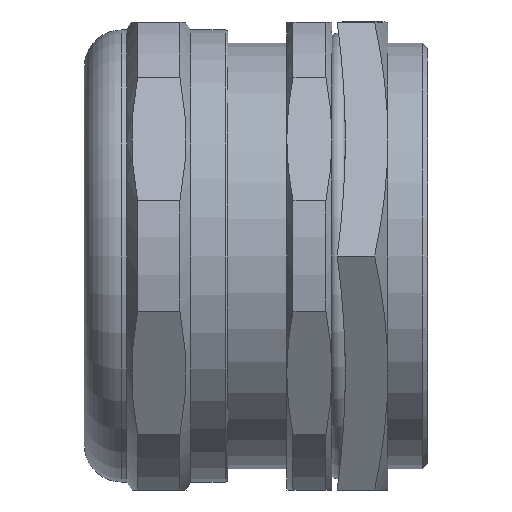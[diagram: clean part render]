
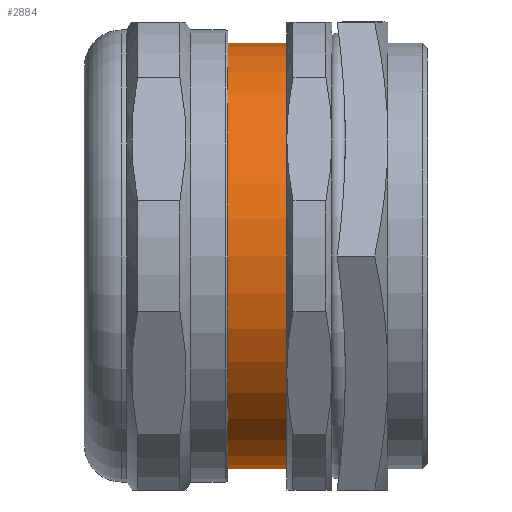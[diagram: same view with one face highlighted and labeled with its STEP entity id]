
A CAD part, left-side view. The second image highlights one B-rep face of the part: STEP entity #2884.
In plain terms, the highlighted cylindrical face has radius 40 mm (diameter 80 mm), a full revolution.
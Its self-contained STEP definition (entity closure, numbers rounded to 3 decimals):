
#145=CYLINDRICAL_SURFACE('',#3128,40.);
#559=LINE('',#5834,#761);
#761=VECTOR('',#3741,40.);
#895=FACE_OUTER_BOUND('',#1069,.T.);
#1069=EDGE_LOOP('',(#2473,#2474,#2475,#2476));
#1135=CIRCLE('',#2998,40.);
#1192=CIRCLE('',#3129,40.);
#1335=VERTEX_POINT('',#5484);
#1426=VERTEX_POINT('',#5833);
#1627=EDGE_CURVE('',#1335,#1335,#1135,.T.);
#1783=EDGE_CURVE('',#1335,#1426,#559,.T.);
#1784=EDGE_CURVE('',#1426,#1426,#1192,.T.);
#2473=ORIENTED_EDGE('',*,*,#1627,.T.);
#2474=ORIENTED_EDGE('',*,*,#1783,.T.);
#2475=ORIENTED_EDGE('',*,*,#1784,.T.);
#2476=ORIENTED_EDGE('',*,*,#1783,.F.);
#2884=ADVANCED_FACE('',(#895),#145,.T.);
#2998=AXIS2_PLACEMENT_3D('',#5485,#3394,#3395);
#3128=AXIS2_PLACEMENT_3D('',#5832,#3739,#3740);
#3129=AXIS2_PLACEMENT_3D('',#5835,#3742,#3743);
#3394=DIRECTION('center_axis',(0.,-1.,0.));
#3395=DIRECTION('ref_axis',(-1.,0.,0.));
#3739=DIRECTION('center_axis',(0.,1.,0.));
#3740=DIRECTION('ref_axis',(-1.,0.,0.));
#3741=DIRECTION('',(0.,-1.,0.));
#3742=DIRECTION('center_axis',(0.,1.,0.));
#3743=DIRECTION('ref_axis',(-1.,0.,0.));
#5484=CARTESIAN_POINT('',(37.942,46.733,0.));
#5485=CARTESIAN_POINT('Origin',(-2.058,46.733,0.));
#5832=CARTESIAN_POINT('Origin',(-2.058,43.655,0.));
#5833=CARTESIAN_POINT('',(37.942,35.655,0.));
#5834=CARTESIAN_POINT('',(37.942,43.655,0.));
#5835=CARTESIAN_POINT('Origin',(-2.058,35.655,0.));
